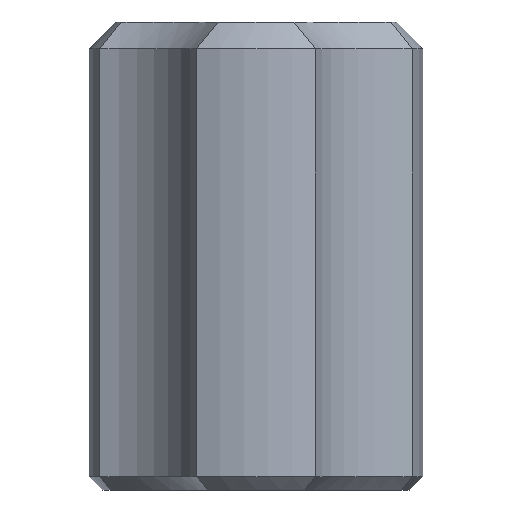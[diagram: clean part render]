
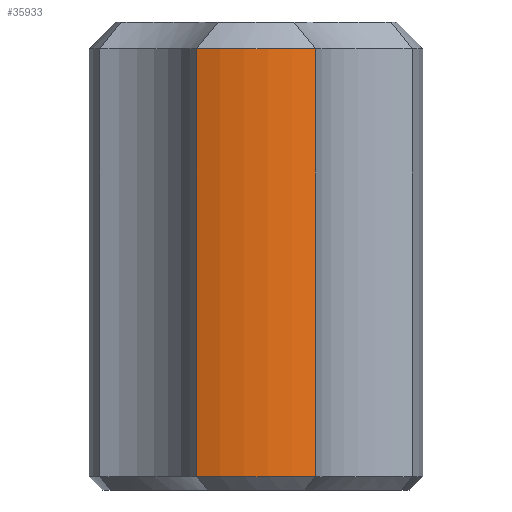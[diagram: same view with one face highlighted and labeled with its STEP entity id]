
A CAD part, front view. The second image highlights one B-rep face of the part: STEP entity #35933.
In plain terms, the highlighted cylindrical face has radius 6.25 mm (diameter 12.5 mm), a partial arc.
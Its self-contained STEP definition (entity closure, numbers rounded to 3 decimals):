
#32424 = CONICAL_SURFACE('',#32425,5.75,0.785);
#32425 = AXIS2_PLACEMENT_3D('',#32426,#32427,#32428);
#32426 = CARTESIAN_POINT('',(0.,0.,17.));
#32427 = DIRECTION('',(0.,0.,-1.));
#32428 = DIRECTION('',(-0.356,-0.934,-0.));
#33533 = CONICAL_SURFACE('',#33534,6.,0.785);
#33534 = AXIS2_PLACEMENT_3D('',#33535,#33536,#33537);
#33535 = CARTESIAN_POINT('',(0.,0.,0.25));
#33536 = DIRECTION('',(0.,0.,1.));
#33537 = DIRECTION('',(-0.356,-0.934,0.));
#34150 = VERTEX_POINT('',#34151);
#34151 = CARTESIAN_POINT('',(-2.225,-5.841,0.5));
#34166 = CYLINDRICAL_SURFACE('',#34167,5.);
#34167 = AXIS2_PLACEMENT_3D('',#34168,#34169,#34170);
#34168 = CARTESIAN_POINT('',(-7.071,-7.071,0.));
#34169 = DIRECTION('',(0.,0.,1.));
#34170 = DIRECTION('',(0.969,0.246,-0.));
#34202 = EDGE_CURVE('',#34203,#34150,#34205,.T.);
#34203 = VERTEX_POINT('',#34204);
#34204 = CARTESIAN_POINT('',(2.225,-5.841,0.5));
#34205 = SURFACE_CURVE('',#34206,(#34211,#34218),.PCURVE_S1.);
#34206 = CIRCLE('',#34207,6.25);
#34207 = AXIS2_PLACEMENT_3D('',#34208,#34209,#34210);
#34208 = CARTESIAN_POINT('',(0.,0.,0.5));
#34209 = DIRECTION('',(0.,0.,-1.));
#34210 = DIRECTION('',(-0.356,-0.934,-0.));
#34211 = PCURVE('',#33533,#34212);
#34212 = DEFINITIONAL_REPRESENTATION('',(#34213),#34217);
#34213 = LINE('',#34214,#34215);
#34214 = CARTESIAN_POINT('',(6.283,0.25));
#34215 = VECTOR('',#34216,1.);
#34216 = DIRECTION('',(-1.,0.));
#34217 = ( GEOMETRIC_REPRESENTATION_CONTEXT(2) 
PARAMETRIC_REPRESENTATION_CONTEXT() REPRESENTATION_CONTEXT('2D SPACE',''
  ) );
#34218 = PCURVE('',#34219,#34224);
#34219 = CYLINDRICAL_SURFACE('',#34220,6.25);
#34220 = AXIS2_PLACEMENT_3D('',#34221,#34222,#34223);
#34221 = CARTESIAN_POINT('',(0.,0.,0.));
#34222 = DIRECTION('',(0.,0.,1.));
#34223 = DIRECTION('',(-0.356,-0.934,0.));
#34224 = DEFINITIONAL_REPRESENTATION('',(#34225),#34229);
#34225 = LINE('',#34226,#34227);
#34226 = CARTESIAN_POINT('',(6.283,0.5));
#34227 = VECTOR('',#34228,1.);
#34228 = DIRECTION('',(-1.,0.));
#34229 = ( GEOMETRIC_REPRESENTATION_CONTEXT(2) 
PARAMETRIC_REPRESENTATION_CONTEXT() REPRESENTATION_CONTEXT('2D SPACE',''
  ) );
#34295 = CYLINDRICAL_SURFACE('',#34296,5.);
#34296 = AXIS2_PLACEMENT_3D('',#34297,#34298,#34299);
#34297 = CARTESIAN_POINT('',(7.071,-7.071,0.));
#34298 = DIRECTION('',(0.,0.,1.));
#34299 = DIRECTION('',(-0.246,0.969,0.));
#34397 = EDGE_CURVE('',#34203,#34398,#34400,.T.);
#34398 = VERTEX_POINT('',#34399);
#34399 = CARTESIAN_POINT('',(2.225,-5.841,16.5));
#34400 = SURFACE_CURVE('',#34401,(#34405,#34412),.PCURVE_S1.);
#34401 = LINE('',#34402,#34403);
#34402 = CARTESIAN_POINT('',(2.225,-5.841,0.));
#34403 = VECTOR('',#34404,1.);
#34404 = DIRECTION('',(0.,0.,1.));
#34405 = PCURVE('',#34295,#34406);
#34406 = DEFINITIONAL_REPRESENTATION('',(#34407),#34411);
#34407 = LINE('',#34408,#34409);
#34408 = CARTESIAN_POINT('',(1.074,0.));
#34409 = VECTOR('',#34410,1.);
#34410 = DIRECTION('',(0.,1.));
#34411 = ( GEOMETRIC_REPRESENTATION_CONTEXT(2) 
PARAMETRIC_REPRESENTATION_CONTEXT() REPRESENTATION_CONTEXT('2D SPACE',''
  ) );
#34412 = PCURVE('',#34219,#34413);
#34413 = DEFINITIONAL_REPRESENTATION('',(#34414),#34418);
#34414 = LINE('',#34415,#34416);
#34415 = CARTESIAN_POINT('',(0.728,0.));
#34416 = VECTOR('',#34417,1.);
#34417 = DIRECTION('',(0.,1.));
#34418 = ( GEOMETRIC_REPRESENTATION_CONTEXT(2) 
PARAMETRIC_REPRESENTATION_CONTEXT() REPRESENTATION_CONTEXT('2D SPACE',''
  ) );
#35273 = VERTEX_POINT('',#35274);
#35274 = CARTESIAN_POINT('',(-2.225,-5.841,16.5));
#35340 = EDGE_CURVE('',#35273,#34398,#35341,.T.);
#35341 = SURFACE_CURVE('',#35342,(#35347,#35354),.PCURVE_S1.);
#35342 = CIRCLE('',#35343,6.25);
#35343 = AXIS2_PLACEMENT_3D('',#35344,#35345,#35346);
#35344 = CARTESIAN_POINT('',(0.,0.,16.5));
#35345 = DIRECTION('',(0.,0.,1.));
#35346 = DIRECTION('',(-0.356,-0.934,0.));
#35347 = PCURVE('',#32424,#35348);
#35348 = DEFINITIONAL_REPRESENTATION('',(#35349),#35353);
#35349 = LINE('',#35350,#35351);
#35350 = CARTESIAN_POINT('',(6.283,0.5));
#35351 = VECTOR('',#35352,1.);
#35352 = DIRECTION('',(-1.,0.));
#35353 = ( GEOMETRIC_REPRESENTATION_CONTEXT(2) 
PARAMETRIC_REPRESENTATION_CONTEXT() REPRESENTATION_CONTEXT('2D SPACE',''
  ) );
#35354 = PCURVE('',#34219,#35355);
#35355 = DEFINITIONAL_REPRESENTATION('',(#35356),#35360);
#35356 = LINE('',#35357,#35358);
#35357 = CARTESIAN_POINT('',(0.,16.5));
#35358 = VECTOR('',#35359,1.);
#35359 = DIRECTION('',(1.,0.));
#35360 = ( GEOMETRIC_REPRESENTATION_CONTEXT(2) 
PARAMETRIC_REPRESENTATION_CONTEXT() REPRESENTATION_CONTEXT('2D SPACE',''
  ) );
#35933 = ADVANCED_FACE('',(#35934),#34219,.T.);
#35934 = FACE_BOUND('',#35935,.T.);
#35935 = EDGE_LOOP('',(#35936,#35937,#35938,#35939));
#35936 = ORIENTED_EDGE('',*,*,#34202,.F.);
#35937 = ORIENTED_EDGE('',*,*,#34397,.T.);
#35938 = ORIENTED_EDGE('',*,*,#35340,.F.);
#35939 = ORIENTED_EDGE('',*,*,#35940,.F.);
#35940 = EDGE_CURVE('',#34150,#35273,#35941,.T.);
#35941 = SURFACE_CURVE('',#35942,(#35946,#35953),.PCURVE_S1.);
#35942 = LINE('',#35943,#35944);
#35943 = CARTESIAN_POINT('',(-2.225,-5.841,0.));
#35944 = VECTOR('',#35945,1.);
#35945 = DIRECTION('',(0.,0.,1.));
#35946 = PCURVE('',#34219,#35947);
#35947 = DEFINITIONAL_REPRESENTATION('',(#35948),#35952);
#35948 = LINE('',#35949,#35950);
#35949 = CARTESIAN_POINT('',(0.,0.));
#35950 = VECTOR('',#35951,1.);
#35951 = DIRECTION('',(0.,1.));
#35952 = ( GEOMETRIC_REPRESENTATION_CONTEXT(2) 
PARAMETRIC_REPRESENTATION_CONTEXT() REPRESENTATION_CONTEXT('2D SPACE',''
  ) );
#35953 = PCURVE('',#34166,#35954);
#35954 = DEFINITIONAL_REPRESENTATION('',(#35955),#35959);
#35955 = LINE('',#35956,#35957);
#35956 = CARTESIAN_POINT('',(0.,0.));
#35957 = VECTOR('',#35958,1.);
#35958 = DIRECTION('',(0.,1.));
#35959 = ( GEOMETRIC_REPRESENTATION_CONTEXT(2) 
PARAMETRIC_REPRESENTATION_CONTEXT() REPRESENTATION_CONTEXT('2D SPACE',''
  ) );
